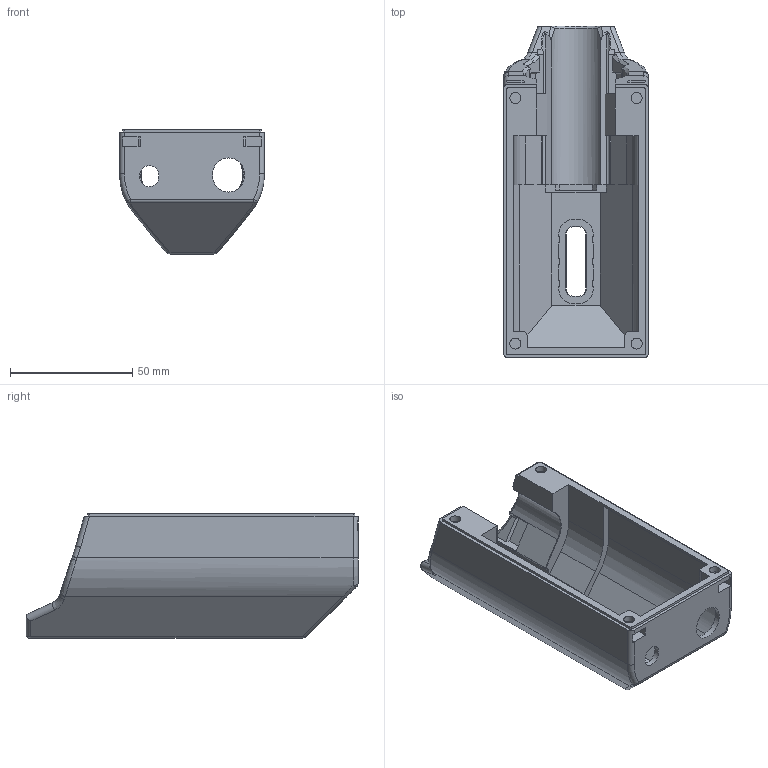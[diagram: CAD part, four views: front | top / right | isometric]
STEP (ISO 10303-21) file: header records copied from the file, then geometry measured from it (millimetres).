
FILE_DESCRIPTION(/* description */ (''),/* implementation_level */ '2;1');
FILE_NAME(/* name */ 'M12 Body.step',/* time_stamp */ '2023-12-28T09:29:58-08:00',/* author */ (''),/* organization */ (''),/* preprocessor_version */ 'ST-DEVELOPER v20',/* originating_system */ 'Autodesk Translation Framework v12.14.0.127',/* authorisation */ '');
FILE_SCHEMA (('AUTOMOTIVE_DESIGN { 1 0 10303 214 3 1 1 }'));
Length unit declared in the file: millimetre
Products named in the file (1): M12 Body
Bounding box: 59.4 x 136.02 x 51.1 mm (x, y, z)
Volume: 60044.6 mm3; surface area: 39989.1 mm2
Topology: 1 solids, 1 shells, 370 faces, 1025 edges, 656 vertices
Faces by surface type: plane 223, cylinder 82, bspline 52, torus 6, cone 5, sphere 2
Full cylindrical faces by diameter (mm): 4.5 x4
Entity records: 12951 total; most frequent: CARTESIAN_POINT 3677, ORIENTED_EDGE 2050, DIRECTION 1760, EDGE_CURVE 1025, LINE 680, VECTOR 680, VERTEX_POINT 656, AXIS2_PLACEMENT_3D 540
